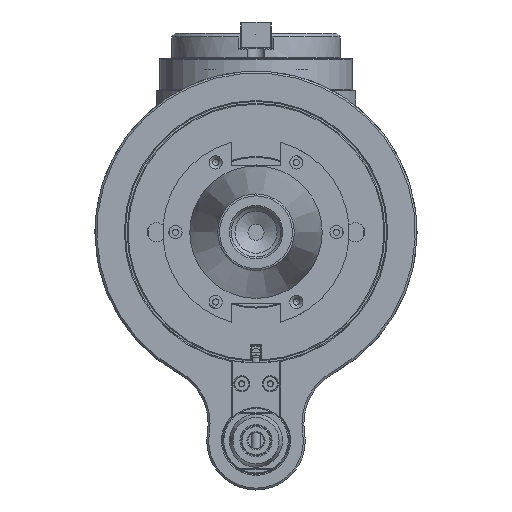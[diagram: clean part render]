
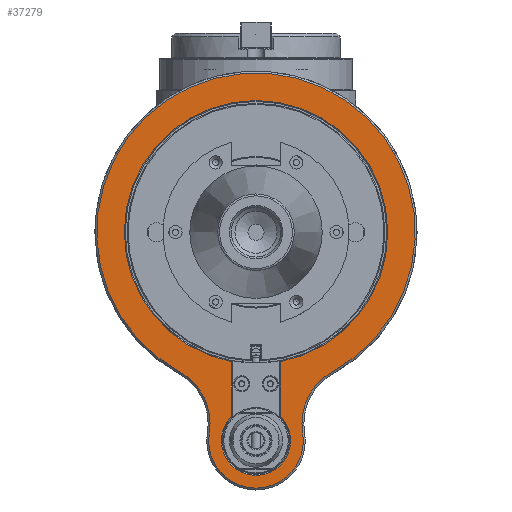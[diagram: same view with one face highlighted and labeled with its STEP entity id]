
A CAD part, front view. The second image highlights one B-rep face of the part: STEP entity #37279.
In plain terms, the highlighted planar face has unit normal (0, -1, 0).
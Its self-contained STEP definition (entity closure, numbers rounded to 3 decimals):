
#3936=LINE('',#65648,#7226);
#3937=LINE('',#65652,#7227);
#7226=VECTOR('',#50219,10.);
#7227=VECTOR('',#50222,10.);
#8426=FACE_BOUND('',#12362,.T.);
#10073=FACE_OUTER_BOUND('',#12361,.T.);
#12361=EDGE_LOOP('',(#32082,#32083,#32084,#32085));
#12362=EDGE_LOOP('',(#32086,#32087,#32088,#32089));
#14192=CIRCLE('',#40796,31.001);
#14193=CIRCLE('',#40798,25.);
#14194=CIRCLE('',#40799,31.001);
#14195=CIRCLE('',#40800,84.);
#14196=CIRCLE('',#40801,18.25);
#14197=CIRCLE('',#40802,69.5);
#17567=VERTEX_POINT('',#65635);
#17568=VERTEX_POINT('',#65636);
#17569=VERTEX_POINT('',#65641);
#17570=VERTEX_POINT('',#65643);
#17571=VERTEX_POINT('',#65646);
#17572=VERTEX_POINT('',#65647);
#17573=VERTEX_POINT('',#65649);
#17574=VERTEX_POINT('',#65651);
#22552=EDGE_CURVE('',#17567,#17568,#14192,.T.);
#22555=EDGE_CURVE('',#17568,#17569,#14193,.T.);
#22556=EDGE_CURVE('',#17569,#17570,#14194,.T.);
#22557=EDGE_CURVE('',#17570,#17567,#14195,.T.);
#22558=EDGE_CURVE('',#17571,#17572,#3936,.T.);
#22559=EDGE_CURVE('',#17572,#17573,#14196,.T.);
#22560=EDGE_CURVE('',#17573,#17574,#3937,.T.);
#22561=EDGE_CURVE('',#17574,#17571,#14197,.T.);
#32082=ORIENTED_EDGE('',*,*,#22552,.T.);
#32083=ORIENTED_EDGE('',*,*,#22555,.T.);
#32084=ORIENTED_EDGE('',*,*,#22556,.T.);
#32085=ORIENTED_EDGE('',*,*,#22557,.T.);
#32086=ORIENTED_EDGE('',*,*,#22558,.T.);
#32087=ORIENTED_EDGE('',*,*,#22559,.T.);
#32088=ORIENTED_EDGE('',*,*,#22560,.T.);
#32089=ORIENTED_EDGE('',*,*,#22561,.T.);
#35444=PLANE('',#40797);
#37279=ADVANCED_FACE('',(#10073,#8426),#35444,.F.);
#40796=AXIS2_PLACEMENT_3D('',#65637,#50207,#50208);
#40797=AXIS2_PLACEMENT_3D('',#65640,#50211,#50212);
#40798=AXIS2_PLACEMENT_3D('',#65642,#50213,#50214);
#40799=AXIS2_PLACEMENT_3D('',#65644,#50215,#50216);
#40800=AXIS2_PLACEMENT_3D('',#65645,#50217,#50218);
#40801=AXIS2_PLACEMENT_3D('',#65650,#50220,#50221);
#40802=AXIS2_PLACEMENT_3D('',#65653,#50223,#50224);
#50207=DIRECTION('center_axis',(0.,1.,0.));
#50208=DIRECTION('ref_axis',(0.,0.,1.));
#50211=DIRECTION('center_axis',(0.,1.,0.));
#50212=DIRECTION('ref_axis',(-1.,0.,0.));
#50213=DIRECTION('center_axis',(0.,-1.,0.));
#50214=DIRECTION('ref_axis',(-0.987,0.,0.163));
#50215=DIRECTION('center_axis',(0.,1.,0.));
#50216=DIRECTION('ref_axis',(0.,0.,1.));
#50217=DIRECTION('center_axis',(0.,-1.,0.));
#50218=DIRECTION('ref_axis',(0.48,0.,-0.877));
#50219=DIRECTION('',(0.,0.,-1.));
#50220=DIRECTION('center_axis',(0.,1.,0.));
#50221=DIRECTION('ref_axis',(0.712,0.,0.702));
#50222=DIRECTION('',(0.,0.,1.));
#50223=DIRECTION('center_axis',(0.,1.,0.));
#50224=DIRECTION('ref_axis',(-0.187,0.,-0.982));
#65635=CARTESIAN_POINT('',(-40.356,-45.,-73.671));
#65636=CARTESIAN_POINT('',(-24.664,-45.,-105.919));
#65637=CARTESIAN_POINT('Origin',(-55.249,-45.,-100.859));
#65640=CARTESIAN_POINT('Origin',(0.,-45.,0.));
#65641=CARTESIAN_POINT('',(24.664,-45.,-105.919));
#65642=CARTESIAN_POINT('Origin',(0.,-45.,-110.));
#65643=CARTESIAN_POINT('',(40.356,-45.,-73.671));
#65644=CARTESIAN_POINT('Origin',(55.249,-45.,-100.859));
#65645=CARTESIAN_POINT('Origin',(0.,-45.,0.));
#65646=CARTESIAN_POINT('',(13.,-45.,-68.273));
#65647=CARTESIAN_POINT('',(13.,-45.,-97.191));
#65648=CARTESIAN_POINT('',(13.,-45.,-41.418));
#65649=CARTESIAN_POINT('',(-13.,-45.,-97.191));
#65650=CARTESIAN_POINT('Origin',(0.,-45.,-110.));
#65651=CARTESIAN_POINT('',(-13.,-45.,-68.273));
#65652=CARTESIAN_POINT('',(-13.,-45.,-41.418));
#65653=CARTESIAN_POINT('Origin',(0.,-45.,0.));
